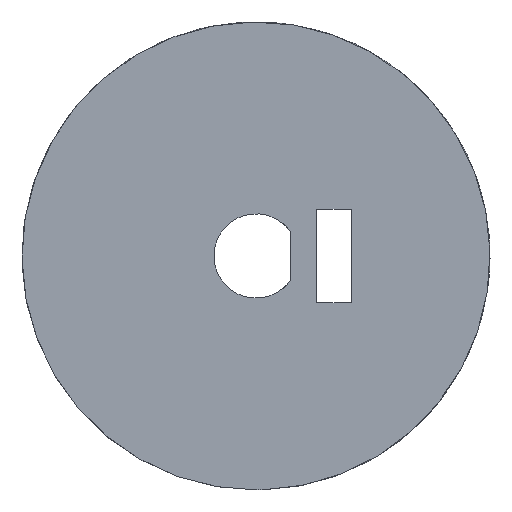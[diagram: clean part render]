
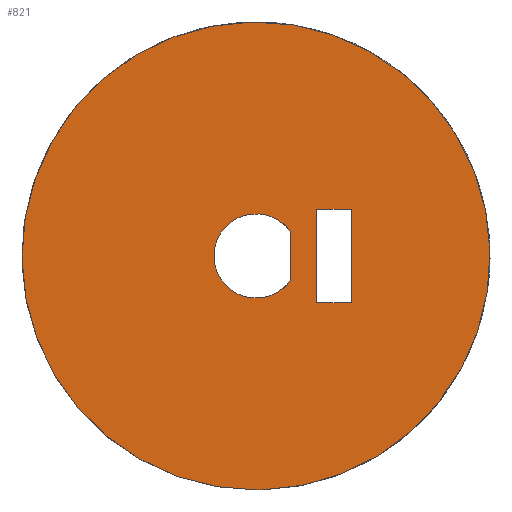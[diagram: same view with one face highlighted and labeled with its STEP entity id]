
A CAD part, left-side view. The second image highlights one B-rep face of the part: STEP entity #821.
In plain terms, the highlighted planar face has unit normal (-1, 0, 0).
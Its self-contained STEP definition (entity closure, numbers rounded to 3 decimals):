
#71=FACE_BOUND('',#151,.T.);
#72=FACE_BOUND('',#152,.T.);
#106=FACE_OUTER_BOUND('',#150,.T.);
#150=EDGE_LOOP('',(#730,#731));
#151=EDGE_LOOP('',(#732,#733,#734,#735));
#152=EDGE_LOOP('',(#736,#737));
#182=LINE('',#1228,#243);
#216=LINE('',#1634,#277);
#217=LINE('',#1635,#278);
#218=LINE('',#1636,#279);
#219=LINE('',#1637,#280);
#243=VECTOR('',#962,10.);
#277=VECTOR('',#1084,10.);
#278=VECTOR('',#1085,10.);
#279=VECTOR('',#1086,10.);
#280=VECTOR('',#1087,10.);
#296=CIRCLE('',#848,2.7);
#315=CIRCLE('',#892,15.);
#316=CIRCLE('',#893,1.75);
#343=VERTEX_POINT('',#1194);
#344=VERTEX_POINT('',#1196);
#350=VERTEX_POINT('',#1225);
#351=VERTEX_POINT('',#1227);
#396=VERTEX_POINT('',#1628);
#397=VERTEX_POINT('',#1629);
#398=VERTEX_POINT('',#1632);
#399=VERTEX_POINT('',#1633);
#431=EDGE_CURVE('',#344,#343,#296,.T.);
#438=EDGE_CURVE('',#351,#350,#182,.T.);
#514=EDGE_CURVE('',#396,#397,#315,.T.);
#515=EDGE_CURVE('',#396,#397,#316,.T.);
#516=EDGE_CURVE('',#398,#399,#216,.T.);
#517=EDGE_CURVE('',#399,#351,#217,.T.);
#518=EDGE_CURVE('',#350,#398,#218,.T.);
#519=EDGE_CURVE('',#343,#344,#219,.T.);
#730=ORIENTED_EDGE('',*,*,#514,.T.);
#731=ORIENTED_EDGE('',*,*,#515,.F.);
#732=ORIENTED_EDGE('',*,*,#516,.T.);
#733=ORIENTED_EDGE('',*,*,#517,.T.);
#734=ORIENTED_EDGE('',*,*,#438,.T.);
#735=ORIENTED_EDGE('',*,*,#518,.T.);
#736=ORIENTED_EDGE('',*,*,#519,.T.);
#737=ORIENTED_EDGE('',*,*,#431,.T.);
#785=PLANE('',#891);
#821=ADVANCED_FACE('',(#106,#71,#72),#785,.T.);
#848=AXIS2_PLACEMENT_3D('',#1197,#954,#955);
#891=AXIS2_PLACEMENT_3D('',#1627,#1078,#1079);
#892=AXIS2_PLACEMENT_3D('',#1630,#1080,#1081);
#893=AXIS2_PLACEMENT_3D('',#1631,#1082,#1083);
#954=DIRECTION('center_axis',(1.,0.,0.));
#955=DIRECTION('ref_axis',(0.,-0.809,0.588));
#962=DIRECTION('',(0.,-1.,0.));
#1078=DIRECTION('center_axis',(-1.,0.,0.));
#1079=DIRECTION('ref_axis',(0.,1.,0.));
#1080=DIRECTION('center_axis',(-1.,0.,0.));
#1081=DIRECTION('ref_axis',(0.,1.,0.));
#1082=DIRECTION('center_axis',(-1.,0.,0.));
#1083=DIRECTION('ref_axis',(0.,1.,0.));
#1084=DIRECTION('',(0.,1.,0.));
#1085=DIRECTION('',(0.,0.,1.));
#1086=DIRECTION('',(0.,0.,-1.));
#1087=DIRECTION('',(0.,0.,-1.));
#1194=CARTESIAN_POINT('',(161.,255.39,657.547));
#1196=CARTESIAN_POINT('',(161.,255.39,654.37));
#1197=CARTESIAN_POINT('Origin',(161.,257.574,655.958));
#1225=CARTESIAN_POINT('',(161.,251.474,658.958));
#1227=CARTESIAN_POINT('',(161.,253.674,658.958));
#1228=CARTESIAN_POINT('',(161.,255.624,658.958));
#1627=CARTESIAN_POINT('Origin',(161.,257.574,655.958));
#1628=CARTESIAN_POINT('',(161.,257.166,640.964));
#1629=CARTESIAN_POINT('',(161.,257.534,640.959));
#1630=CARTESIAN_POINT('Origin',(161.,257.574,655.958));
#1631=CARTESIAN_POINT('Origin',(161.,257.324,639.221));
#1632=CARTESIAN_POINT('',(161.,251.474,652.958));
#1633=CARTESIAN_POINT('',(161.,253.674,652.958));
#1634=CARTESIAN_POINT('',(161.,254.524,652.958));
#1635=CARTESIAN_POINT('',(161.,253.674,654.458));
#1636=CARTESIAN_POINT('',(161.,251.474,657.458));
#1637=CARTESIAN_POINT('',(161.,255.39,656.753));
